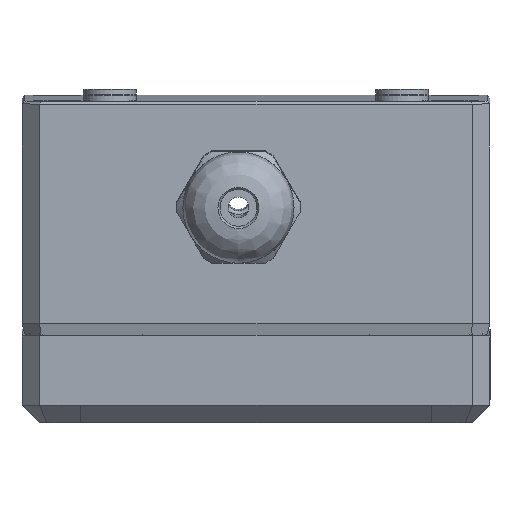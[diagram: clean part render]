
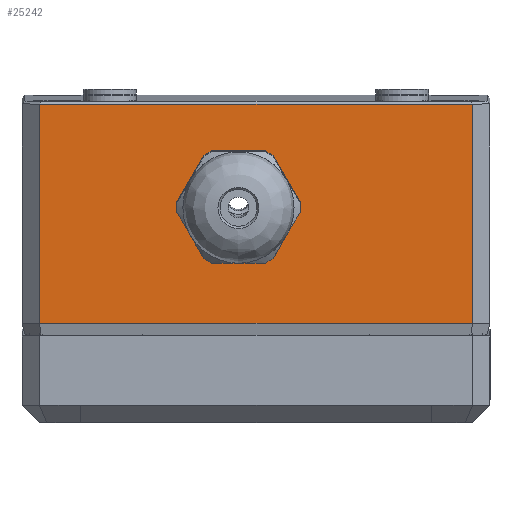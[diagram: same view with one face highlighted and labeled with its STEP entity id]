
A CAD part, left-side view. The second image highlights one B-rep face of the part: STEP entity #25242.
In plain terms, the highlighted planar face has unit normal (-1, 0, -0.009).
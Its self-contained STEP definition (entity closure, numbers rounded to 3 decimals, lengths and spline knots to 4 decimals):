
#621=FACE_BOUND($,#6060,.T.);
#622=FACE_BOUND($,#6061,.T.);
#2736=CIRCLE($,#26615,1.055);
#2738=CIRCLE($,#26618,1.055);
#2742=CIRCLE($,#26627,1.055);
#2744=CIRCLE($,#26630,1.055);
#2748=CIRCLE($,#26639,1.055);
#2750=CIRCLE($,#26642,1.055);
#6060=EDGE_LOOP($,(#23030,#23031,#23032,#23033,#23034,#23035,#23036,#23037,
#23038,#23039,#23040,#23041));
#6061=EDGE_LOOP($,(#23042,#23043,#23044,#23045));
#7461=LINE($,#41942,#9370);
#7465=LINE($,#41951,#9374);
#7472=LINE($,#41978,#9381);
#7476=LINE($,#41985,#9385);
#7483=LINE($,#42020,#9392);
#7487=LINE($,#42027,#9396);
#7958=LINE($,#61117,#9867);
#7961=LINE($,#61123,#9870);
#7962=LINE($,#61125,#9871);
#7963=LINE($,#61126,#9872);
#9370=VECTOR($,#31450,0.9177);
#9374=VECTOR($,#31456,0.9177);
#9381=VECTOR($,#31483,0.9177);
#9385=VECTOR($,#31489,0.9177);
#9392=VECTOR($,#31518,0.9177);
#9396=VECTOR($,#31524,0.9177);
#9867=VECTOR($,#33439,3.75);
#9870=VECTOR($,#33444,7.4);
#9871=VECTOR($,#33445,7.4);
#9872=VECTOR($,#33446,3.75);
#11508=VERTEX_POINT($,#41939);
#11509=VERTEX_POINT($,#41941);
#11512=VERTEX_POINT($,#41948);
#11513=VERTEX_POINT($,#41950);
#11515=VERTEX_POINT($,#41956);
#11517=VERTEX_POINT($,#41962);
#11523=VERTEX_POINT($,#41977);
#11525=VERTEX_POINT($,#41983);
#11530=VERTEX_POINT($,#42001);
#11532=VERTEX_POINT($,#42007);
#11536=VERTEX_POINT($,#42019);
#11538=VERTEX_POINT($,#42025);
#12302=VERTEX_POINT($,#61112);
#12303=VERTEX_POINT($,#61116);
#12305=VERTEX_POINT($,#61122);
#12306=VERTEX_POINT($,#61124);
#14691=EDGE_CURVE($,#11509,#11508,#7461,.T.);
#14695=EDGE_CURVE($,#11513,#11512,#7465,.T.);
#14698=EDGE_CURVE($,#11515,#11513,#2736,.T.);
#14702=EDGE_CURVE($,#11512,#11517,#2738,.T.);
#14708=EDGE_CURVE($,#11523,#11515,#7472,.T.);
#14712=EDGE_CURVE($,#11517,#11525,#7476,.T.);
#14718=EDGE_CURVE($,#11530,#11523,#2742,.T.);
#14722=EDGE_CURVE($,#11525,#11532,#2744,.T.);
#14727=EDGE_CURVE($,#11536,#11530,#7483,.T.);
#14731=EDGE_CURVE($,#11532,#11538,#7487,.T.);
#14737=EDGE_CURVE($,#11508,#11536,#2748,.T.);
#14739=EDGE_CURVE($,#11538,#11509,#2750,.T.);
#15886=EDGE_CURVE($,#12303,#12302,#7958,.T.);
#15889=EDGE_CURVE($,#12305,#12302,#7961,.T.);
#15890=EDGE_CURVE($,#12306,#12303,#7962,.T.);
#15891=EDGE_CURVE($,#12306,#12305,#7963,.T.);
#23030=ORIENTED_EDGE($,*,*,#14695,.T.);
#23031=ORIENTED_EDGE($,*,*,#14702,.T.);
#23032=ORIENTED_EDGE($,*,*,#14712,.T.);
#23033=ORIENTED_EDGE($,*,*,#14722,.T.);
#23034=ORIENTED_EDGE($,*,*,#14731,.T.);
#23035=ORIENTED_EDGE($,*,*,#14739,.T.);
#23036=ORIENTED_EDGE($,*,*,#14691,.T.);
#23037=ORIENTED_EDGE($,*,*,#14737,.T.);
#23038=ORIENTED_EDGE($,*,*,#14727,.T.);
#23039=ORIENTED_EDGE($,*,*,#14718,.T.);
#23040=ORIENTED_EDGE($,*,*,#14708,.T.);
#23041=ORIENTED_EDGE($,*,*,#14698,.T.);
#23042=ORIENTED_EDGE($,*,*,#15889,.T.);
#23043=ORIENTED_EDGE($,*,*,#15886,.F.);
#23044=ORIENTED_EDGE($,*,*,#15890,.F.);
#23045=ORIENTED_EDGE($,*,*,#15891,.T.);
#23830=PLANE($,#27358);
#25242=ADVANCED_FACE($,(#621,#622),#23830,.T.);
#26615=AXIS2_PLACEMENT_3D($,#41957,#31462,#31463);
#26618=AXIS2_PLACEMENT_3D($,#41964,#31470,#31471);
#26627=AXIS2_PLACEMENT_3D($,#42002,#31498,#31499);
#26630=AXIS2_PLACEMENT_3D($,#42009,#31506,#31507);
#26639=AXIS2_PLACEMENT_3D($,#42042,#31533,#31534);
#26642=AXIS2_PLACEMENT_3D($,#42045,#31539,#31540);
#27358=AXIS2_PLACEMENT_3D($,#61121,#33442,#33443);
#31450=DIRECTION($,(0.,-1.,0.));
#31456=DIRECTION($,(0.,1.,0.));
#31462=DIRECTION('center_axis',(1.,0.,
0.009));
#31463=DIRECTION('ref_axis',(0.008,-0.435,-0.9));
#31470=DIRECTION('center_axis',(1.,0.,
0.009));
#31471=DIRECTION('ref_axis',(0.007,0.562,-0.827));
#31483=DIRECTION($,(0.008,0.5,-0.866));
#31489=DIRECTION($,(-0.008,0.5,0.866));
#31498=DIRECTION('center_axis',(1.,0.,
0.009));
#31499=DIRECTION('ref_axis',(0.001,-0.997,-0.074));
#31506=DIRECTION('center_axis',(1.,0.,
0.009));
#31507=DIRECTION('ref_axis',(-0.001,0.997,0.074));
#31518=DIRECTION($,(0.008,-0.5,-0.866));
#31524=DIRECTION($,(-0.008,-0.5,0.866));
#31533=DIRECTION('center_axis',(1.,0.,
0.009));
#31534=DIRECTION('ref_axis',(-0.007,-0.562,0.827));
#31539=DIRECTION('center_axis',(1.,0.,
0.009));
#31540=DIRECTION('ref_axis',(-0.008,0.435,0.9));
#33439=DIRECTION($,(0.009,0.,-1.));
#33442=DIRECTION('center_axis',(-1.,0.,
-0.009));
#33443=DIRECTION('ref_axis',(0.,1.,0.));
#33444=DIRECTION($,(0.,-1.,0.));
#33445=DIRECTION($,(0.,-1.,0.));
#33446=DIRECTION($,(0.009,0.,-1.));
#41939=CARTESIAN_POINT('',(3.83,1.0873,5.6673));
#41941=CARTESIAN_POINT('',(3.83,2.0049,5.6673));
#41942=CARTESIAN_POINT($,(3.83,-0.3745,5.6673));
#41948=CARTESIAN_POINT('',(3.8466,2.0049,3.7674));
#41950=CARTESIAN_POINT('',(3.8466,1.0873,3.7674));
#41951=CARTESIAN_POINT($,(3.8466,-0.8333,3.7674));
#41956=CARTESIAN_POINT('',(3.8459,0.9528,3.8451));
#41957=CARTESIAN_POINT('Origin',(3.8383,1.5461,4.7174));
#41962=CARTESIAN_POINT('',(3.8459,2.1394,3.8451));
#41964=CARTESIAN_POINT('Origin',(3.8383,1.5461,4.7174));
#41977=CARTESIAN_POINT('',(3.839,0.494,4.6397));
#41978=CARTESIAN_POINT($,(3.8398,0.5475,4.547));
#41983=CARTESIAN_POINT('',(3.839,2.5982,4.6397));
#41985=CARTESIAN_POINT($,(3.8595,1.2403,2.2878));
#42001=CARTESIAN_POINT('',(3.8376,0.494,4.795));
#42002=CARTESIAN_POINT('Origin',(3.8383,1.5461,4.7174));
#42007=CARTESIAN_POINT('',(3.8376,2.5982,4.795));
#42009=CARTESIAN_POINT('Origin',(3.8383,1.5461,4.7174));
#42019=CARTESIAN_POINT('',(3.8307,0.9528,5.5897));
#42020=CARTESIAN_POINT($,(3.8478,-0.1757,3.6351));
#42025=CARTESIAN_POINT('',(3.8307,2.1394,5.5897));
#42027=CARTESIAN_POINT($,(3.835,2.4224,5.0997));
#42042=CARTESIAN_POINT('Origin',(3.8383,1.5461,4.7174));
#42045=CARTESIAN_POINT('Origin',(3.8383,1.5461,4.7174));
#61112=CARTESIAN_POINT('',(3.8558,-2.4539,2.7175));
#61116=CARTESIAN_POINT('',(3.823,-2.4539,6.4673));
#61117=CARTESIAN_POINT($,(3.823,-2.4539,6.4673));
#61121=CARTESIAN_POINT('Origin',(3.8575,-2.7539,2.5175));
#61122=CARTESIAN_POINT('',(3.8558,4.9461,2.7175));
#61123=CARTESIAN_POINT($,(3.8558,4.9461,2.7175));
#61124=CARTESIAN_POINT('',(3.823,4.9461,6.4673));
#61125=CARTESIAN_POINT($,(3.823,4.9461,6.4673));
#61126=CARTESIAN_POINT($,(3.823,4.9461,6.4673));
